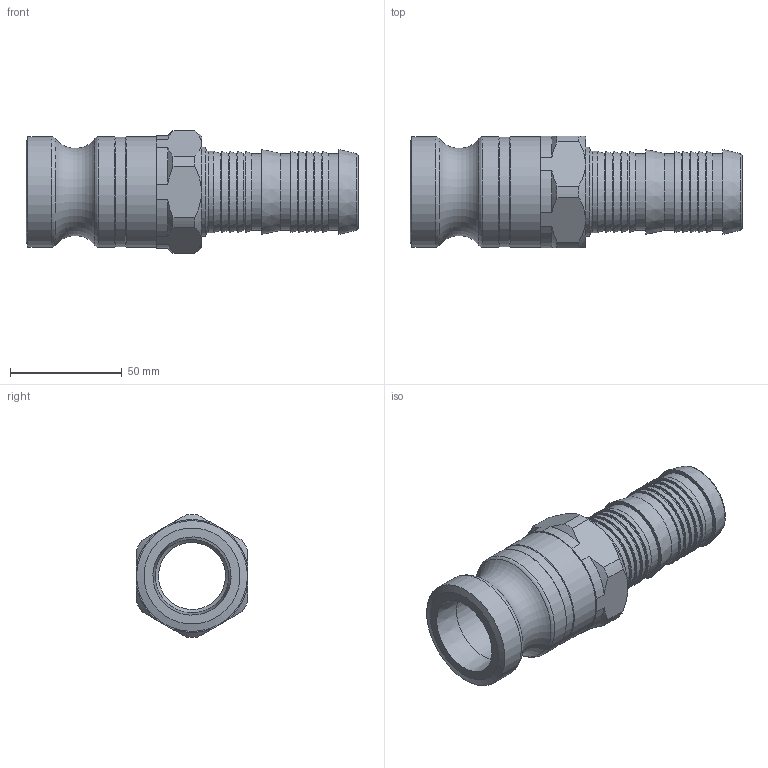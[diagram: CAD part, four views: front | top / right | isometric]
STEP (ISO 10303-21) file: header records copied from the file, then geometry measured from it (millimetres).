
FILE_DESCRIPTION(/* description */ (''),/* implementation_level */ '2;1');
FILE_NAME(/* name */ 'vst_35_dr.stp',/* time_stamp */ '2020-04-15T13:41:17+02:00',/* author */ ('ertl'),/* organization */ (''),/* preprocessor_version */ 'ST-DEVELOPER v17',/* originating_system */ 'Autodesk Inventor 2018',/* authorisation */ '0 mm^3');
FILE_SCHEMA (('AUTOMOTIVE_DESIGN { 1 0 10303 214 3 1 1 }'));
Length unit declared in the file: millimetre
Products named in the file (1): vst_35_dr
Bounding box: 148.5 x 50 x 54.97 mm (x, y, z)
Volume: 100275 mm3; surface area: 39838.6 mm2
Topology: 1 solids, 1 shells, 91 faces, 249 edges, 176 vertices
Faces by surface type: cylinder 33, cone 29, plane 24, torus 5
Full cylindrical faces by diameter (mm): 30 x1, 33 x1, 34.5 x11, 36.5 x1, 40 x1, 40.3 x1, 40.5 x1, 49 x1, 49.5 x3
Entity records: 3144 total; most frequent: DIRECTION 566, CARTESIAN_POINT 565, ORIENTED_EDGE 498, EDGE_CURVE 249, AXIS2_PLACEMENT_3D 249, VERTEX_POINT 176, CIRCLE 157, EDGE_LOOP 109
